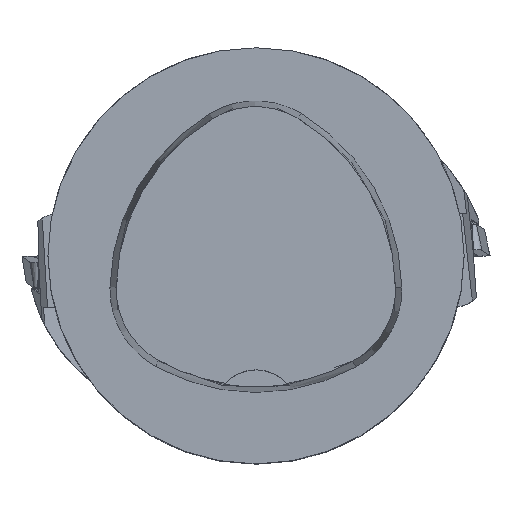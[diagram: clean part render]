
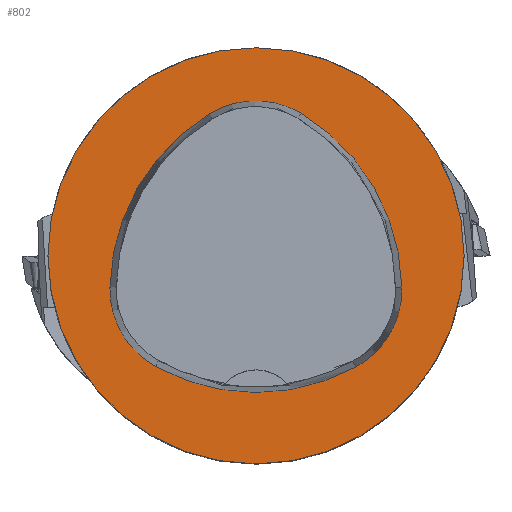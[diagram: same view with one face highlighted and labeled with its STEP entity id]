
A CAD part, top view. The second image highlights one B-rep face of the part: STEP entity #802.
In plain terms, the highlighted planar face has unit normal (0, 0, 1).
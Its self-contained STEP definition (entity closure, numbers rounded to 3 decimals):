
#348=FACE_BOUND('',#1424,.T.);
#349=FACE_BOUND('',#1425,.T.);
#451=CIRCLE('',#4696,20.);
#453=CIRCLE('',#4699,8.5);
#455=CIRCLE('',#4702,20.);
#457=CIRCLE('',#4705,8.5);
#461=CIRCLE('',#4710,20.);
#463=CIRCLE('',#4713,8.5);
#466=CIRCLE('',#4718,20.);
#802=ADVANCED_FACE('',(#348,#349),#977,.T.);
#977=PLANE('',#4719);
#1424=EDGE_LOOP('',(#2354,#2355,#2356,#2357,#2358,#2359));
#1425=EDGE_LOOP('',(#2360));
#2354=ORIENTED_EDGE('',*,*,#3459,.T.);
#2355=ORIENTED_EDGE('',*,*,#3439,.T.);
#2356=ORIENTED_EDGE('',*,*,#3443,.T.);
#2357=ORIENTED_EDGE('',*,*,#3446,.T.);
#2358=ORIENTED_EDGE('',*,*,#3449,.T.);
#2359=ORIENTED_EDGE('',*,*,#3457,.T.);
#2360=ORIENTED_EDGE('',*,*,#3462,.F.);
#2926=VERTEX_POINT('',#7221);
#2927=VERTEX_POINT('',#7222);
#2930=VERTEX_POINT('',#7230);
#2932=VERTEX_POINT('',#7236);
#2934=VERTEX_POINT('',#7242);
#2941=VERTEX_POINT('',#7263);
#2942=VERTEX_POINT('',#7273);
#3439=EDGE_CURVE('',#2926,#2927,#451,.T.);
#3443=EDGE_CURVE('',#2927,#2930,#453,.T.);
#3446=EDGE_CURVE('',#2930,#2932,#455,.T.);
#3449=EDGE_CURVE('',#2932,#2934,#457,.T.);
#3457=EDGE_CURVE('',#2934,#2941,#461,.T.);
#3459=EDGE_CURVE('',#2941,#2926,#463,.T.);
#3462=EDGE_CURVE('',#2942,#2942,#466,.T.);
#4696=AXIS2_PLACEMENT_3D('',#7220,#5593,#5594);
#4699=AXIS2_PLACEMENT_3D('',#7229,#5601,#5602);
#4702=AXIS2_PLACEMENT_3D('',#7235,#5608,#5609);
#4705=AXIS2_PLACEMENT_3D('',#7241,#5615,#5616);
#4710=AXIS2_PLACEMENT_3D('',#7264,#5627,#5628);
#4713=AXIS2_PLACEMENT_3D('',#7267,#5633,#5634);
#4718=AXIS2_PLACEMENT_3D('',#7272,#5643,#5644);
#4719=AXIS2_PLACEMENT_3D('',#7274,#5645,#5646);
#5593=DIRECTION('',(0.,0.,-1.));
#5594=DIRECTION('',(-1.,0.,0.));
#5601=DIRECTION('',(0.,0.,-1.));
#5602=DIRECTION('',(-1.,0.,0.));
#5608=DIRECTION('',(0.,0.,-1.));
#5609=DIRECTION('',(-1.,0.,0.));
#5615=DIRECTION('',(0.,0.,-1.));
#5616=DIRECTION('',(-1.,0.,0.));
#5627=DIRECTION('',(0.,0.,-1.));
#5628=DIRECTION('',(-1.,0.,0.));
#5633=DIRECTION('',(0.,0.,-1.));
#5634=DIRECTION('',(-1.,0.,0.));
#5643=DIRECTION('',(0.,0.,-1.));
#5644=DIRECTION('',(-1.,0.,0.));
#5645=DIRECTION('',(0.,0.,1.));
#5646=DIRECTION('',(-1.,0.,0.));
#7220=CARTESIAN_POINT('',(5.955,-3.414,0.));
#7221=CARTESIAN_POINT('',(-14.041,-3.042,0.));
#7222=CARTESIAN_POINT('',(-4.472,13.653,0.));
#7229=CARTESIAN_POINT('',(-0.04,6.4,0.));
#7230=CARTESIAN_POINT('',(4.347,13.68,0.));
#7235=CARTESIAN_POINT('',(-5.976,-3.45,0.));
#7236=CARTESIAN_POINT('',(14.021,-3.075,0.));
#7241=CARTESIAN_POINT('',(5.522,-3.235,0.));
#7242=CARTESIAN_POINT('',(9.588,-10.699,0.));
#7263=CARTESIAN_POINT('',(-9.655,-10.639,0.));
#7264=CARTESIAN_POINT('',(0.022,6.864,0.));
#7267=CARTESIAN_POINT('',(-5.543,-3.2,0.));
#7272=CARTESIAN_POINT('',(0.,0.,0.));
#7273=CARTESIAN_POINT('',(-20.,0.,0.));
#7274=CARTESIAN_POINT('',(0.,0.,0.));
